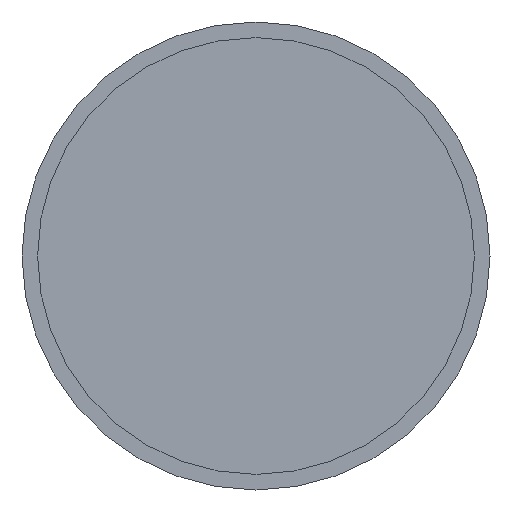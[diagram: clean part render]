
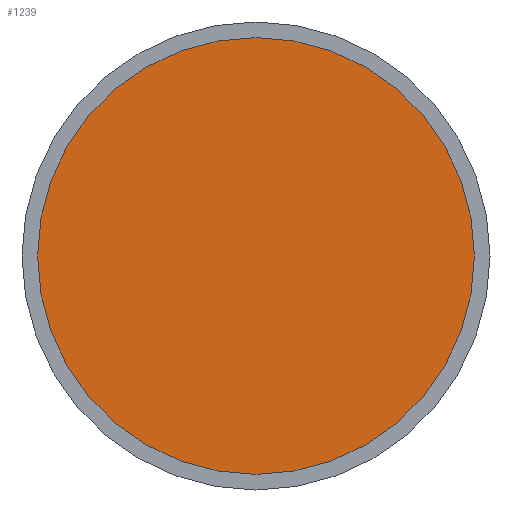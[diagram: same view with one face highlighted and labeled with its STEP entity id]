
A CAD part, front view. The second image highlights one B-rep face of the part: STEP entity #1239.
In plain terms, the highlighted planar face has unit normal (0, -1, 0).
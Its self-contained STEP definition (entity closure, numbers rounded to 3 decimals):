
#81=PLANE('',#1439);
#166=FACE_OUTER_BOUND('',#273,.T.);
#273=EDGE_LOOP('',(#1045));
#481=CIRCLE('',#1438,14.);
#584=VERTEX_POINT('',#2215);
#737=EDGE_CURVE('',#584,#584,#481,.T.);
#1045=ORIENTED_EDGE('',*,*,#737,.T.);
#1239=ADVANCED_FACE('',(#166),#81,.T.);
#1438=AXIS2_PLACEMENT_3D('',#2216,#1849,#1850);
#1439=AXIS2_PLACEMENT_3D('',#2218,#1852,#1853);
#1849=DIRECTION('center_axis',(0.,-1.,0.));
#1850=DIRECTION('ref_axis',(1.,0.,0.));
#1852=DIRECTION('center_axis',(0.,-1.,0.));
#1853=DIRECTION('ref_axis',(0.,0.,-1.));
#2215=CARTESIAN_POINT('',(-14.,0.,0.));
#2216=CARTESIAN_POINT('Origin',(0.,0.,
0.));
#2218=CARTESIAN_POINT('Origin',(0.,0.,0.));
